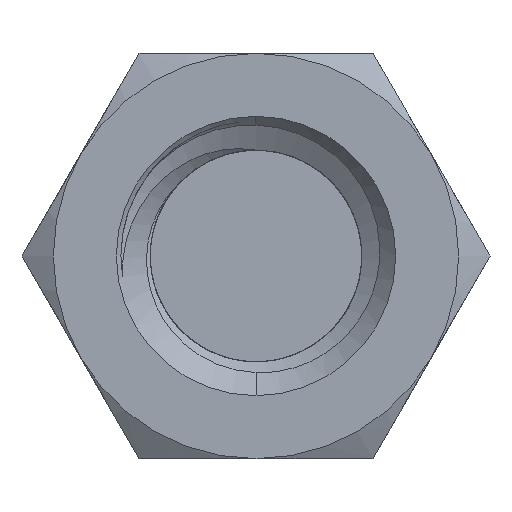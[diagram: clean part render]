
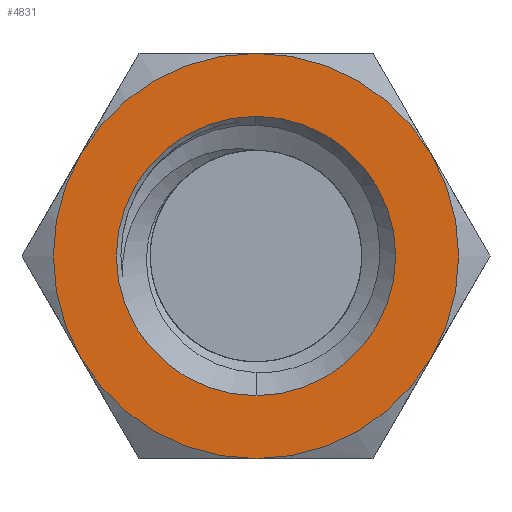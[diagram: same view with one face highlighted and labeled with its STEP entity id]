
A CAD part, left-side view. The second image highlights one B-rep face of the part: STEP entity #4831.
In plain terms, the highlighted planar face has unit normal (-1, 0, 0).
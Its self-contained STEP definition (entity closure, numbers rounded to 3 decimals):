
#32 = ORIENTED_EDGE ( 'NONE', *, *, #4345, .F. ) ;
#71 = DIRECTION ( 'NONE',  ( 1., 0., 0. ) ) ;
#83 = AXIS2_PLACEMENT_3D ( 'NONE', #2078, #1612, #4444 ) ;
#88 = CARTESIAN_POINT ( 'NONE',  ( -8.35, 0., -2.25 ) ) ;
#137 = VERTEX_POINT ( 'NONE', #3219 ) ;
#181 = ORIENTED_EDGE ( 'NONE', *, *, #2346, .F. ) ;
#378 = CARTESIAN_POINT ( 'NONE',  ( -8.35, 0., 0. ) ) ;
#482 = CIRCLE ( 'NONE', #3697, 1.551 ) ;
#605 = CARTESIAN_POINT ( 'NONE',  ( -8.35, 0., 0. ) ) ;
#608 = CIRCLE ( 'NONE', #3849, 2.25 ) ;
#682 = CARTESIAN_POINT ( 'NONE',  ( -8.35, 0., 1.551 ) ) ;
#774 = DIRECTION ( 'NONE',  ( 0., 0., -1. ) ) ;
#785 = EDGE_CURVE ( 'NONE', #3308, #2173, #2524, .T. ) ;
#859 = CARTESIAN_POINT ( 'NONE',  ( -8.35, 0., 0. ) ) ;
#877 = AXIS2_PLACEMENT_3D ( 'NONE', #1706, #2883, #4123 ) ;
#1127 = CIRCLE ( 'NONE', #1812, 1.551 ) ;
#1183 = CARTESIAN_POINT ( 'NONE',  ( -8.35, 0., 0. ) ) ;
#1202 = CARTESIAN_POINT ( 'NONE',  ( -8.35, 1.949, -1.125 ) ) ;
#1213 = VERTEX_POINT ( 'NONE', #682 ) ;
#1226 = CARTESIAN_POINT ( 'NONE',  ( -8.35, -1.949, 1.125 ) ) ;
#1232 = DIRECTION ( 'NONE',  ( -1., 0., 0. ) ) ;
#1365 = EDGE_LOOP ( 'NONE', ( #1465, #181, #32, #2744, #5110, #3727 ) ) ;
#1405 = CIRCLE ( 'NONE', #2812, 2.25 ) ;
#1465 = ORIENTED_EDGE ( 'NONE', *, *, #3204, .F. ) ;
#1486 = AXIS2_PLACEMENT_3D ( 'NONE', #605, #3794, #2639 ) ;
#1508 = DIRECTION ( 'NONE',  ( -1., 0., 0. ) ) ;
#1612 = DIRECTION ( 'NONE',  ( 1., 0., 0. ) ) ;
#1706 = CARTESIAN_POINT ( 'NONE',  ( -8.35, 0., 0. ) ) ;
#1812 = AXIS2_PLACEMENT_3D ( 'NONE', #378, #1508, #1947 ) ;
#1872 = ORIENTED_EDGE ( 'NONE', *, *, #2862, .F. ) ;
#1947 = DIRECTION ( 'NONE',  ( 0., 0., 1. ) ) ;
#1993 = ORIENTED_EDGE ( 'NONE', *, *, #3755, .F. ) ;
#2060 = CARTESIAN_POINT ( 'NONE',  ( -8.35, 0., 0. ) ) ;
#2078 = CARTESIAN_POINT ( 'NONE',  ( -8.35, 2.598, 0. ) ) ;
#2100 = CIRCLE ( 'NONE', #877, 2.25 ) ;
#2173 = VERTEX_POINT ( 'NONE', #2236 ) ;
#2236 = CARTESIAN_POINT ( 'NONE',  ( -8.35, 1.949, 1.125 ) ) ;
#2297 = CARTESIAN_POINT ( 'NONE',  ( -8.35, 0., 0. ) ) ;
#2346 = EDGE_CURVE ( 'NONE', #137, #2361, #1405, .T. ) ;
#2361 = VERTEX_POINT ( 'NONE', #88 ) ;
#2524 = CIRCLE ( 'NONE', #4851, 2.25 ) ;
#2639 = DIRECTION ( 'NONE',  ( 0., 0., -1. ) ) ;
#2744 = ORIENTED_EDGE ( 'NONE', *, *, #3790, .F. ) ;
#2812 = AXIS2_PLACEMENT_3D ( 'NONE', #2060, #71, #4117 ) ;
#2862 = EDGE_CURVE ( 'NONE', #1213, #4685, #482, .T. ) ;
#2883 = DIRECTION ( 'NONE',  ( -1., 0., 0. ) ) ;
#3073 = VERTEX_POINT ( 'NONE', #4638 ) ;
#3204 = EDGE_CURVE ( 'NONE', #2361, #3308, #4526, .T. ) ;
#3213 = PLANE ( 'NONE',  #83 ) ;
#3219 = CARTESIAN_POINT ( 'NONE',  ( -8.35, -1.949, -1.125 ) ) ;
#3308 = VERTEX_POINT ( 'NONE', #1202 ) ;
#3697 = AXIS2_PLACEMENT_3D ( 'NONE', #859, #1232, #4860 ) ;
#3727 = ORIENTED_EDGE ( 'NONE', *, *, #785, .F. ) ;
#3755 = EDGE_CURVE ( 'NONE', #4685, #1213, #1127, .T. ) ;
#3790 = EDGE_CURVE ( 'NONE', #3073, #4003, #608, .T. ) ;
#3794 = DIRECTION ( 'NONE',  ( 1., 0., 0. ) ) ;
#3847 = EDGE_LOOP ( 'NONE', ( #1872, #1993 ) ) ;
#3849 = AXIS2_PLACEMENT_3D ( 'NONE', #2297, #4378, #4767 ) ;
#3937 = FACE_OUTER_BOUND ( 'NONE', #1365, .T. ) ;
#3970 = DIRECTION ( 'NONE',  ( 0., 0., -1. ) ) ;
#3986 = DIRECTION ( 'NONE',  ( 1., 0., 0. ) ) ;
#3991 = CARTESIAN_POINT ( 'NONE',  ( -8.35, 0., -1.551 ) ) ;
#4003 = VERTEX_POINT ( 'NONE', #1226 ) ;
#4025 = CARTESIAN_POINT ( 'NONE',  ( -8.35, 0., 0. ) ) ;
#4117 = DIRECTION ( 'NONE',  ( 0., 0., -1. ) ) ;
#4123 = DIRECTION ( 'NONE',  ( 0., 0., 1. ) ) ;
#4166 = EDGE_CURVE ( 'NONE', #3073, #2173, #2100, .T. ) ;
#4345 = EDGE_CURVE ( 'NONE', #4003, #137, #4651, .T. ) ;
#4378 = DIRECTION ( 'NONE',  ( 1., 0., 0. ) ) ;
#4439 = DIRECTION ( 'NONE',  ( 1., 0., 0. ) ) ;
#4444 = DIRECTION ( 'NONE',  ( 0., 0., -1. ) ) ;
#4526 = CIRCLE ( 'NONE', #5242, 2.25 ) ;
#4638 = CARTESIAN_POINT ( 'NONE',  ( -8.35, 0., 2.25 ) ) ;
#4651 = CIRCLE ( 'NONE', #1486, 2.25 ) ;
#4685 = VERTEX_POINT ( 'NONE', #3991 ) ;
#4767 = DIRECTION ( 'NONE',  ( 0., 0., -1. ) ) ;
#4831 = ADVANCED_FACE ( 'NONE', ( #5029, #3937 ), #3213, .F. ) ;
#4851 = AXIS2_PLACEMENT_3D ( 'NONE', #4025, #4439, #3970 ) ;
#4860 = DIRECTION ( 'NONE',  ( 0., 0., 1. ) ) ;
#5029 = FACE_BOUND ( 'NONE', #3847, .T. ) ;
#5110 = ORIENTED_EDGE ( 'NONE', *, *, #4166, .T. ) ;
#5242 = AXIS2_PLACEMENT_3D ( 'NONE', #1183, #3986, #774 ) ;
